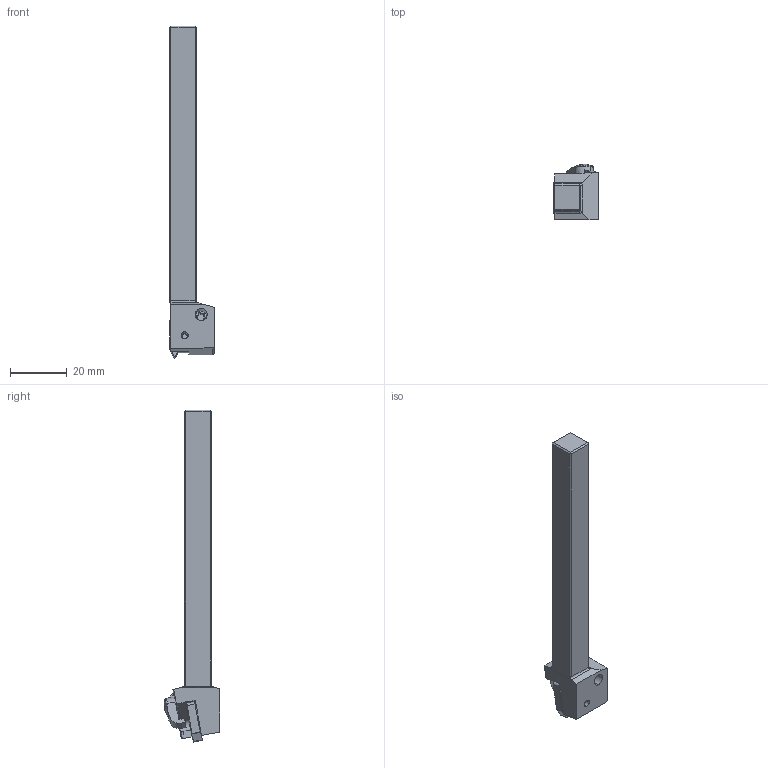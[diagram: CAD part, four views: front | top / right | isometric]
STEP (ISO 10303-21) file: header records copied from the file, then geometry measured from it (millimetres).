
FILE_DESCRIPTION(/* description */ (''),/* implementation_level */ '2;1');
FILE_NAME(/* name */ 'MMTER-063SM.stp',/* time_stamp */ '2021-04-05T08:19:28+09:00',/* author */ (''),/* organization */ (''),/* preprocessor_version */ 'ST-DEVELOPER v16',/* originating_system */ 'SIEMENS PLM Software NX 10.0',/* authorisation */ '');
FILE_SCHEMA (('AUTOMOTIVE_DESIGN { 1 0 10303 214 3 1 1 1 }'));
Length unit declared in the file: millimetre
Products named in the file (1): MMTER-063SM_ASM
Bounding box: 15.88 x 19.75 x 117.38 mm (x, y, z)
Volume: 12430.9 mm3; surface area: 6688.1 mm2
Topology: 6 solids, 6 shells, 207 faces, 584 edges, 394 vertices
Faces by surface type: plane 99, cylinder 77, cone 24, torus 6, bspline 1
Entity records: 7409 total; most frequent: CARTESIAN_POINT 1669, DIRECTION 1222, ORIENTED_EDGE 1164, EDGE_CURVE 582, AXIS2_PLACEMENT_3D 457, VERTEX_POINT 391, LINE 308, VECTOR 308
